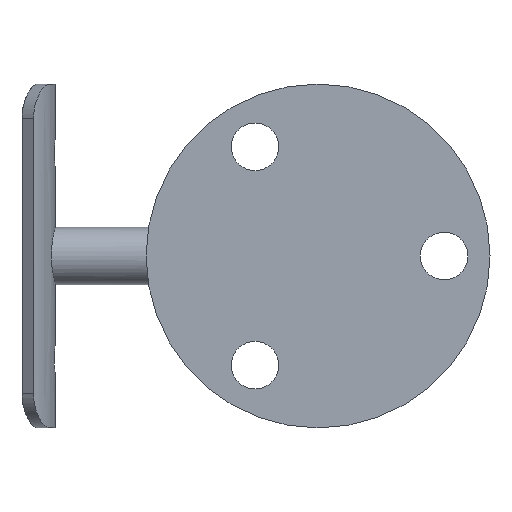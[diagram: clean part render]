
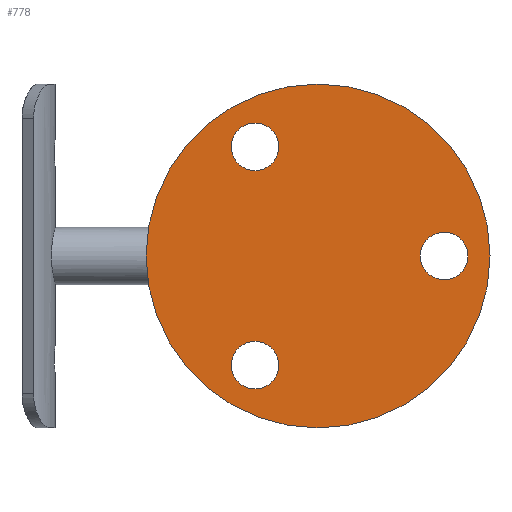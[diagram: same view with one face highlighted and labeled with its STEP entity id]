
A CAD part, left-side view. The second image highlights one B-rep face of the part: STEP entity #778.
In plain terms, the highlighted planar face has unit normal (-1, 0, 0).
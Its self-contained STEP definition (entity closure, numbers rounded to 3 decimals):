
#6 = AXIS2_PLACEMENT_3D ( 'NONE', #764, #1395, #393 ) ;
#8 = VERTEX_POINT ( 'NONE', #914 ) ;
#16 = EDGE_CURVE ( 'NONE', #1003, #8, #31, .T. ) ;
#31 = CIRCLE ( 'NONE', #821, 30. ) ;
#32 = EDGE_LOOP ( 'NONE', ( #631, #1419 ) ) ;
#41 = DIRECTION ( 'NONE',  ( 0., 0., -1. ) ) ;
#106 = EDGE_CURVE ( 'NONE', #551, #1031, #404, .T. ) ;
#111 = CIRCLE ( 'NONE', #560, 4.15 ) ;
#124 = ORIENTED_EDGE ( 'NONE', *, *, #170, .T. ) ;
#125 = FACE_OUTER_BOUND ( 'NONE', #1276, .T. ) ;
#141 = AXIS2_PLACEMENT_3D ( 'NONE', #1507, #1364, #611 ) ;
#170 = EDGE_CURVE ( 'NONE', #892, #1145, #1241, .T. ) ;
#246 = AXIS2_PLACEMENT_3D ( 'NONE', #1558, #681, #1068 ) ;
#264 = CARTESIAN_POINT ( 'NONE',  ( 0., -22., 0. ) ) ;
#274 = CIRCLE ( 'NONE', #6, 4.15 ) ;
#304 = CARTESIAN_POINT ( 'NONE',  ( 0., 11., -14.903 ) ) ;
#369 = DIRECTION ( 'NONE',  ( 1., 0., 0. ) ) ;
#393 = DIRECTION ( 'NONE',  ( 0., 0., -1. ) ) ;
#404 = CIRCLE ( 'NONE', #1349, 4.15 ) ;
#444 = CARTESIAN_POINT ( 'NONE',  ( 0., 11., -23.203 ) ) ;
#450 = DIRECTION ( 'NONE',  ( 1., 0., 0. ) ) ;
#459 = DIRECTION ( 'NONE',  ( 0., 0., -1. ) ) ;
#472 = DIRECTION ( 'NONE',  ( 0., 0., -1. ) ) ;
#538 = ORIENTED_EDGE ( 'NONE', *, *, #1538, .T. ) ;
#546 = EDGE_LOOP ( 'NONE', ( #538, #124 ) ) ;
#551 = VERTEX_POINT ( 'NONE', #644 ) ;
#560 = AXIS2_PLACEMENT_3D ( 'NONE', #929, #1438, #808 ) ;
#579 = EDGE_CURVE ( 'NONE', #833, #907, #274, .T. ) ;
#584 = CIRCLE ( 'NONE', #694, 30. ) ;
#611 = DIRECTION ( 'NONE',  ( 0., 0., -1. ) ) ;
#621 = CARTESIAN_POINT ( 'NONE',  ( 0., 0., 0. ) ) ;
#623 = EDGE_LOOP ( 'NONE', ( #1203, #768 ) ) ;
#631 = ORIENTED_EDGE ( 'NONE', *, *, #826, .T. ) ;
#644 = CARTESIAN_POINT ( 'NONE',  ( 0., 11., 23.203 ) ) ;
#681 = DIRECTION ( 'NONE',  ( 1., 0., 0. ) ) ;
#694 = AXIS2_PLACEMENT_3D ( 'NONE', #621, #369, #1384 ) ;
#700 = CARTESIAN_POINT ( 'NONE',  ( 0., 11., 19.053 ) ) ;
#764 = CARTESIAN_POINT ( 'NONE',  ( 0., 11., -19.053 ) ) ;
#768 = ORIENTED_EDGE ( 'NONE', *, *, #579, .T. ) ;
#775 = CIRCLE ( 'NONE', #246, 4.15 ) ;
#778 = ADVANCED_FACE ( 'NONE', ( #1104, #1607, #1492, #125 ), #857, .F. ) ;
#793 = DIRECTION ( 'NONE',  ( 1., 0., 0. ) ) ;
#798 = AXIS2_PLACEMENT_3D ( 'NONE', #700, #450, #41 ) ;
#806 = EDGE_CURVE ( 'NONE', #8, #1003, #584, .T. ) ;
#808 = DIRECTION ( 'NONE',  ( 0., 0., -1. ) ) ;
#821 = AXIS2_PLACEMENT_3D ( 'NONE', #1284, #793, #1424 ) ;
#826 = EDGE_CURVE ( 'NONE', #1031, #551, #1326, .T. ) ;
#833 = VERTEX_POINT ( 'NONE', #304 ) ;
#857 = PLANE ( 'NONE',  #141 ) ;
#871 = AXIS2_PLACEMENT_3D ( 'NONE', #264, #1001, #472 ) ;
#885 = EDGE_CURVE ( 'NONE', #907, #833, #111, .T. ) ;
#892 = VERTEX_POINT ( 'NONE', #1273 ) ;
#907 = VERTEX_POINT ( 'NONE', #444 ) ;
#914 = CARTESIAN_POINT ( 'NONE',  ( 0., 0., 30. ) ) ;
#929 = CARTESIAN_POINT ( 'NONE',  ( 0., 11., -19.053 ) ) ;
#1001 = DIRECTION ( 'NONE',  ( 1., 0., 0. ) ) ;
#1003 = VERTEX_POINT ( 'NONE', #1614 ) ;
#1031 = VERTEX_POINT ( 'NONE', #1470 ) ;
#1068 = DIRECTION ( 'NONE',  ( 0., 0., -1. ) ) ;
#1090 = ORIENTED_EDGE ( 'NONE', *, *, #806, .F. ) ;
#1104 = FACE_BOUND ( 'NONE', #546, .T. ) ;
#1145 = VERTEX_POINT ( 'NONE', #1573 ) ;
#1203 = ORIENTED_EDGE ( 'NONE', *, *, #885, .T. ) ;
#1225 = DIRECTION ( 'NONE',  ( 1., 0., 0. ) ) ;
#1241 = CIRCLE ( 'NONE', #871, 4.15 ) ;
#1273 = CARTESIAN_POINT ( 'NONE',  ( 0., -22., 4.15 ) ) ;
#1276 = EDGE_LOOP ( 'NONE', ( #1090, #1499 ) ) ;
#1284 = CARTESIAN_POINT ( 'NONE',  ( 0., 0., 0. ) ) ;
#1326 = CIRCLE ( 'NONE', #798, 4.15 ) ;
#1349 = AXIS2_PLACEMENT_3D ( 'NONE', #1353, #1225, #459 ) ;
#1353 = CARTESIAN_POINT ( 'NONE',  ( 0., 11., 19.053 ) ) ;
#1364 = DIRECTION ( 'NONE',  ( 1., 0., 0. ) ) ;
#1384 = DIRECTION ( 'NONE',  ( 0., 0., -1. ) ) ;
#1395 = DIRECTION ( 'NONE',  ( 1., 0., 0. ) ) ;
#1419 = ORIENTED_EDGE ( 'NONE', *, *, #106, .T. ) ;
#1424 = DIRECTION ( 'NONE',  ( 0., 0., -1. ) ) ;
#1438 = DIRECTION ( 'NONE',  ( 1., 0., 0. ) ) ;
#1470 = CARTESIAN_POINT ( 'NONE',  ( 0., 11., 14.903 ) ) ;
#1492 = FACE_BOUND ( 'NONE', #32, .T. ) ;
#1499 = ORIENTED_EDGE ( 'NONE', *, *, #16, .F. ) ;
#1507 = CARTESIAN_POINT ( 'NONE',  ( 0., 0., 0. ) ) ;
#1538 = EDGE_CURVE ( 'NONE', #1145, #892, #775, .T. ) ;
#1558 = CARTESIAN_POINT ( 'NONE',  ( 0., -22., 0. ) ) ;
#1573 = CARTESIAN_POINT ( 'NONE',  ( 0., -22., -4.15 ) ) ;
#1607 = FACE_BOUND ( 'NONE', #623, .T. ) ;
#1614 = CARTESIAN_POINT ( 'NONE',  ( 0., 0., -30. ) ) ;
